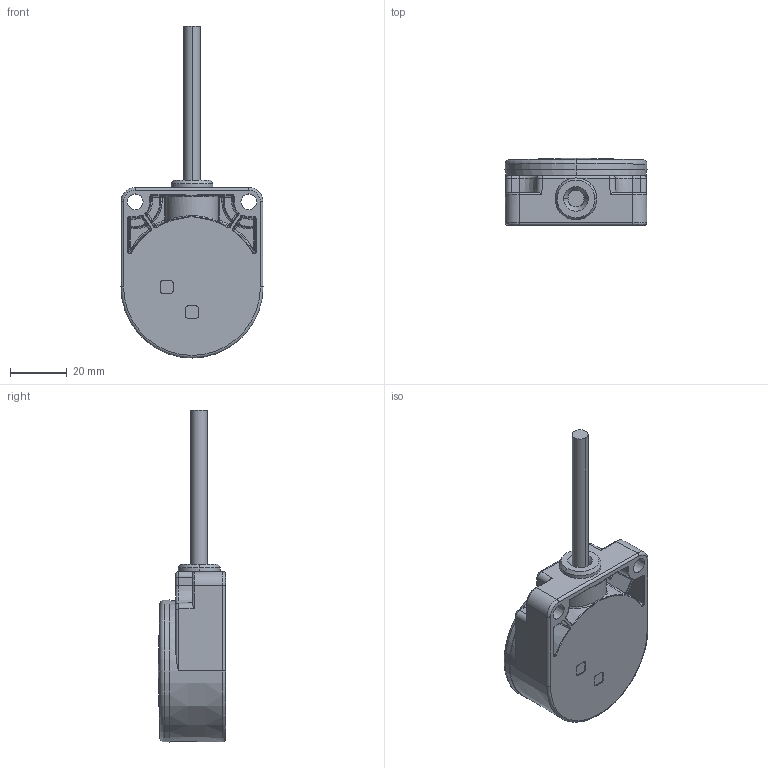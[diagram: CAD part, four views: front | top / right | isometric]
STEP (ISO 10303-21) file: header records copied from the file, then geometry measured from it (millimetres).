
FILE_DESCRIPTION((''),'2;1');
FILE_NAME('219961_SW0001','2020-12-29T14:28:35',('jeshelman'),('BANNER ENGINEERING CORP.'),'CREO PARAMETRIC BY PTC INC, 2019292','CREO PARAMETRIC BY PTC INC, 2019292','');
FILE_SCHEMA(('CONFIG_CONTROL_DESIGN','SHAPE_APPEARANCE_LAYERS_GROUPS'));
Length unit declared in the file: millimetre
Products named in the file (1): 219961_SW0001
Bounding box: 50 x 23.6 x 116.9 mm (x, y, z)
Volume: 55190 mm3; surface area: 12639.9 mm2
Topology: 1 solids, 1 shells, 541 faces, 1389 edges, 867 vertices
Faces by surface type: cylinder 228, plane 178, bspline 52, torus 29, cone 26, sphere 26, extrusion 2
Entity records: 22997 total; most frequent: CARTESIAN_POINT 6005, DIRECTION 2795, ORIENTED_EDGE 2774, EDGE_CURVE 1387, AXIS2_PLACEMENT_3D 1046, VERTEX_POINT 867, VECTOR 703, LINE 701
